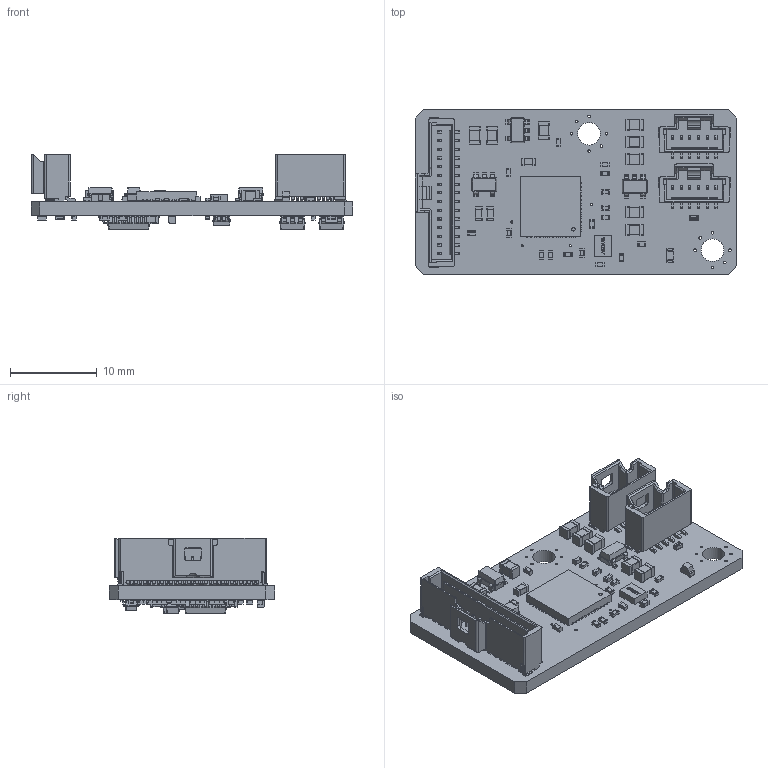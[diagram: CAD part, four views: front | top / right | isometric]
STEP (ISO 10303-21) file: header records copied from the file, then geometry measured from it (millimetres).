
FILE_DESCRIPTION(('KiCad electronic assembly'),'2;1');
FILE_NAME('sg_amp_uc.step','2025-01-21T11:12:24',('Pcbnew'),('Kicad'), 'Open CASCADE STEP processor 7.6','KiCad to STEP converter','Unknown' );
FILE_SCHEMA(('AUTOMOTIVE_DESIGN { 1 0 10303 214 1 1 1 1 }'));
Length unit declared in the file: millimetre
Products named in the file (38): JCS000B0001010003_dev_sg; PART_1; PART_2; PART_3; PART_4; PART_5; PART_6; PART_7; PART_8; PART_9; PART_10; QFN_48_1EP_7x7mm_P05mm_EP56x56mm; PART_11; PART_12; PART_13; PART_14; PART_15; PART_16; PART_17; PART_18; PART_19; PART_20; PART_21; PART_22; PART_23; PART_24; PART_25; PART_26; PART_27; PART_28; PART_29; PART_30; PART_31
Assembly tree (110 placements, depth 3):
  JCS000B0001010003_dev_sg
    PART_1
      PART_2
    PART_3  x27
      PART_3
    PART_4
      PART_5
    PART_6  x21
      PART_7
    PART_8  x6
      PART_9
    PART_10
      QFN_48_1EP_7x7mm_P05mm_EP56x56mm
    PART_11
      PART_12
    PART_13  x3
      PART_14
    PART_15  x8
      PART_16
    PART_17  x2
      PART_17
    PART_18
      PART_19
    PART_20  x13
      PART_12
    PART_21
      PART_21
    PART_22
      PART_23
    PART_24
      PART_14
    PART_25
      PART_26
    PART_27
      PART_28
    PART_29
      PART_30
    PART_31
Bounding box: 37 x 19 x 8.63 mm (x, y, z)
Volume: 1544.4 mm3; surface area: 3584.5 mm2
Topology: 92 solids, 92 shells, 7738 faces, 20263 edges, 13068 vertices
Faces by surface type: plane 4540, cylinder 1785, bspline 1283, sphere 112, cone 18
Full cylindrical faces by diameter (mm): 0.25 x4, 0.3 x12, 0.4 x1, 0.5 x1, 2.6 x2
Entity records: 115928 total; most frequent: CARTESIAN_POINT 28289, ORIENTED_EDGE 15806, DIRECTION 13668, EDGE_CURVE 7903, LINE 6350, VECTOR 6350, VERTEX_POINT 5102, AXIS2_PLACEMENT_3D 3659
